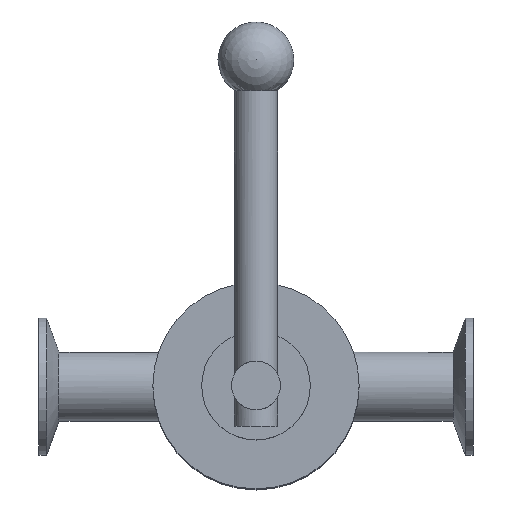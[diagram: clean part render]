
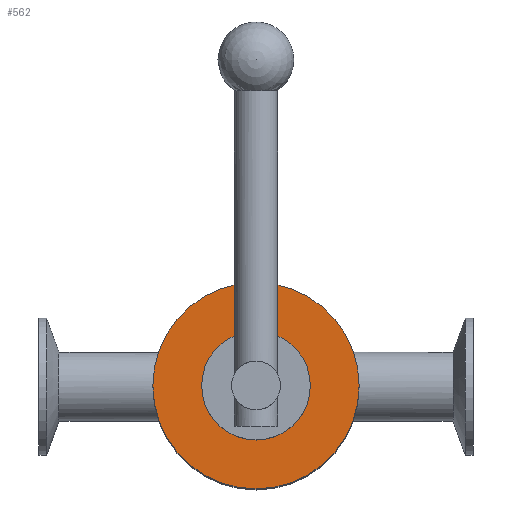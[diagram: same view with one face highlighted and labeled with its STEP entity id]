
A CAD part, top view. The second image highlights one B-rep face of the part: STEP entity #562.
In plain terms, the highlighted planar face has unit normal (0, 0, 1).
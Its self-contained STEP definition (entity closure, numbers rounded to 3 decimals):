
#20=FACE_BOUND('',#129,.T.);
#36=PLANE('',#644);
#82=FACE_OUTER_BOUND('',#128,.T.);
#128=EDGE_LOOP('',(#461));
#129=EDGE_LOOP('',(#462));
#225=CIRCLE('',#643,20.);
#226=CIRCLE('',#645,38.);
#276=VERTEX_POINT('',#1222);
#277=VERTEX_POINT('',#1226);
#341=EDGE_CURVE('',#276,#276,#225,.T.);
#343=EDGE_CURVE('',#277,#277,#226,.T.);
#461=ORIENTED_EDGE('',*,*,#343,.F.);
#462=ORIENTED_EDGE('',*,*,#341,.T.);
#562=ADVANCED_FACE('',(#82,#20),#36,.T.);
#643=AXIS2_PLACEMENT_3D('',#1223,#778,#779);
#644=AXIS2_PLACEMENT_3D('',#1225,#781,#782);
#645=AXIS2_PLACEMENT_3D('',#1227,#783,#784);
#778=DIRECTION('center_axis',(0.,0.,-1.));
#779=DIRECTION('ref_axis',(-1.,0.,0.));
#781=DIRECTION('center_axis',(0.,0.,1.));
#782=DIRECTION('ref_axis',(1.,0.,0.));
#783=DIRECTION('center_axis',(0.,0.,-1.));
#784=DIRECTION('ref_axis',(-1.,0.,0.));
#1222=CARTESIAN_POINT('',(20.,0.,201.75));
#1223=CARTESIAN_POINT('Origin',(0.,0.,201.75));
#1225=CARTESIAN_POINT('Origin',(-29.,0.,201.75));
#1226=CARTESIAN_POINT('',(38.,0.,201.75));
#1227=CARTESIAN_POINT('Origin',(0.,0.,201.75));
